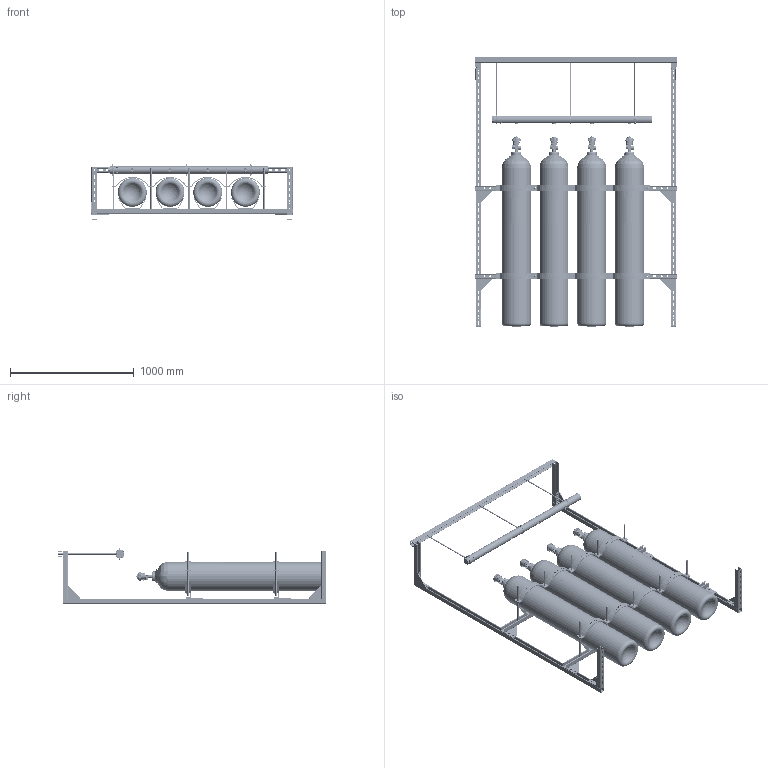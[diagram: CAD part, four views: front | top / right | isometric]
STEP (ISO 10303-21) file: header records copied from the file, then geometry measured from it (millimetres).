
FILE_DESCRIPTION (( 'STEP AP214' ), '1' );
FILE_NAME ('Cylinder Storage Rack, 49L, Metal Framing, Galvanized (4 cylinder 4x1) Four Cylinders.STEP', '2020-05-07T13:03:37', ( '' ), ( '' ), 'SwSTEP 2.0', 'SolidWorks 2019', '' );
FILE_SCHEMA (( 'AUTOMOTIVE_DESIGN' ));
Length unit declared in the file: inch
Products named in the file (39): Clamp Assembly.stp; 8BC300-25E_CYLINDER.stp; P-000-950-110(-07).stp; V_MULLER_470B0020.stp; Clamp.stp; Stand.stp; Stand 2.stp; Z-000-950-115_AS-01.stp; PLUG_HEX HD_1.500 NPT M_CL 3000_ALY STL_GALV.stp; Manifold _Port.stp; 470B0020_HOUSING.stp; Support 1.stp; Tank_49L.stp; Restraining_Plate_49L.stp; Base Plate 2.stp; Base Plate.stp; 470B0020_PLATE.stp; 470B0020_HEX NUT.stp; Plate 2.stp; 470B0020_HANDLE.stp; Cylinder Storage Rack, 49L, Metal Framing, Galvanized (4 cylinder 4x1) Four Cylinders.stp; Stand 3.stp; Restraint F.stp; Base Plate 2_MIR.stp; PLUG_HEX HD_0.250 NPT M_CL 3000_ALY STL_GALV.stp; Support 2..stp; Rode.stp; Cylinder Storage Rack, 49L, Metal Framing, Galvanized (4 cylinder 4x1) Four Cylinders; Rode 2.stp; Clamp 2.stp; Plate 1.stp
Assembly tree (87 placements, depth 5):
  Cylinder Storage Rack, 49L, Metal Framing, Galvanized (4 cylinder 4x1) Four Cylinders
    Cylinder Storage Rack, 49L, Metal Framing, Galvanized (4 cylinder 4x1) Four Cylinders.stp
      Clamp Assembly.stp
        Clamp.stp
        Clamp 2.stp
      Tank_49L.stp
        V_MULLER_470B0020.stp
          470B0020_HOUSING.stp
          470B0020_PLATE.stp
          470B0020_HANDLE.stp
          470B0020_HEX NUT.stp
        8BC300-25E_CYLINDER.stp
        Z-000-950-115_AS-01.stp
      Tank_49L.stp
        V_MULLER_470B0020.stp
          470B0020_HOUSING.stp
          470B0020_PLATE.stp
          470B0020_HANDLE.stp
          470B0020_HEX NUT.stp
        8BC300-25E_CYLINDER.stp
        Z-000-950-115_AS-01.stp
      Tank_49L.stp
        V_MULLER_470B0020.stp
          470B0020_HOUSING.stp
          470B0020_PLATE.stp
          470B0020_HANDLE.stp
          470B0020_HEX NUT.stp
        8BC300-25E_CYLINDER.stp
        Z-000-950-115_AS-01.stp
      Tank_49L.stp
        V_MULLER_470B0020.stp
          470B0020_HOUSING.stp
          470B0020_PLATE.stp
          470B0020_HANDLE.stp
          470B0020_HEX NUT.stp
        8BC300-25E_CYLINDER.stp
        Z-000-950-115_AS-01.stp
      Clamp Assembly.stp
        Clamp.stp
        Clamp 2.stp
      Clamp Assembly.stp
        Clamp.stp
        Clamp 2.stp
      Manifold _Port.stp
        PLUG_HEX HD_1.500 NPT M_CL 3000_ALY STL_GALV.stp
        PLUG_HEX HD_0.250 NPT M_CL 3000_ALY STL_GALV.stp  x2
        P-000-950-110(-07).stp
      Stand.stp  x2
      Stand 3.stp
      Stand 2.stp  x2
      Base Plate.stp  x2
      Base Plate 2.stp
      Base Plate 2_MIR.stp
      Support 2..stp  x2
      Plate 1.stp  x2
      Plate 2.stp  x2
      Support 1.stp  x2
      Rode.stp  x10
      Rode 2.stp  x3
      Restraining_Plate_49L.stp  x8
Bounding box: 1625.6 x 2174.88 x 447.68 mm (x, y, z)
Volume: 36910054.9 mm3; surface area: 12984345.2 mm2
Topology: 78 solids, 78 shells, 5335 faces, 13833 edges, 8896 vertices
Faces by surface type: plane 2298, cylinder 1674, bspline 640, cone 452, torus 217, sphere 54
Entity records: 116885 total; most frequent: CARTESIAN_POINT 60056, ORIENTED_EDGE 11604, DIRECTION 11026, EDGE_CURVE 5802, AXIS2_PLACEMENT_3D 4087, VERTEX_POINT 3785, VECTOR 2852, LINE 2852
